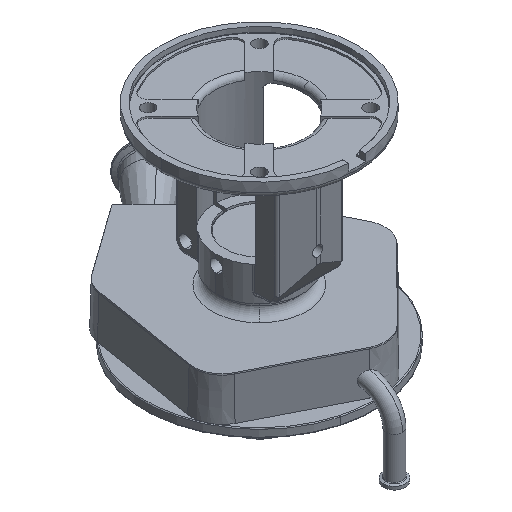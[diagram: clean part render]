
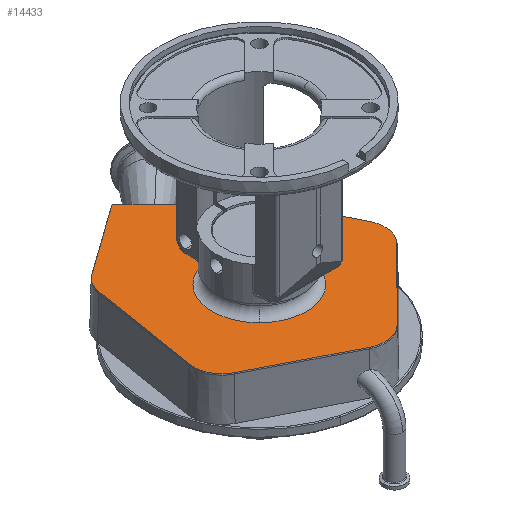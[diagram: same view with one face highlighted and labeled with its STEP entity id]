
A CAD part, isometric view. The second image highlights one B-rep face of the part: STEP entity #14433.
In plain terms, the highlighted planar face has unit normal (0, 0, 1).
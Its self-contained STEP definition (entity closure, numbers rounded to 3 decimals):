
#135 = VERTEX_POINT ( 'NONE', #13773 ) ;
#203 = CARTESIAN_POINT ( 'NONE',  ( -116.993, 87.288, -189. ) ) ;
#352 = LINE ( 'NONE', #12889, #10469 ) ;
#529 = DIRECTION ( 'NONE',  ( 0., 0., 1. ) ) ;
#620 = LINE ( 'NONE', #5121, #10643 ) ;
#731 = CARTESIAN_POINT ( 'NONE',  ( -103.9, -74.782, -189. ) ) ;
#947 = CIRCLE ( 'NONE', #2123, 33.406 ) ;
#948 = DIRECTION ( 'NONE',  ( -0.707, -0.707, 0. ) ) ;
#979 = DIRECTION ( 'NONE',  ( -0.966, -0.259, 0. ) ) ;
#1172 = LINE ( 'NONE', #3628, #12522 ) ;
#1307 = LINE ( 'NONE', #203, #4691 ) ;
#1629 = EDGE_CURVE ( 'NONE', #10078, #12446, #947, .T. ) ;
#1859 = VERTEX_POINT ( 'NONE', #9005 ) ;
#1942 = ORIENTED_EDGE ( 'NONE', *, *, #5303, .T. ) ;
#2123 = AXIS2_PLACEMENT_3D ( 'NONE', #3913, #8442, #12007 ) ;
#2160 = CARTESIAN_POINT ( 'NONE',  ( 0., 0., -189. ) ) ;
#2249 = VERTEX_POINT ( 'NONE', #5833 ) ;
#2426 = DIRECTION ( 'NONE',  ( 0., 0., -1. ) ) ;
#2488 = DIRECTION ( 'NONE',  ( 0.813, 0.582, 0. ) ) ;
#2643 = ORIENTED_EDGE ( 'NONE', *, *, #10201, .T. ) ;
#2788 = EDGE_LOOP ( 'NONE', ( #5723, #9436 ) ) ;
#2797 = DIRECTION ( 'NONE',  ( 0., 0., -1. ) ) ;
#2896 = FACE_BOUND ( 'NONE', #2788, .T. ) ;
#2957 = CARTESIAN_POINT ( 'NONE',  ( 0.571, -128.013, -189. ) ) ;
#3072 = EDGE_CURVE ( 'NONE', #11695, #8630, #3305, .T. ) ;
#3305 = CIRCLE ( 'NONE', #10886, 33.406 ) ;
#3316 = CARTESIAN_POINT ( 'NONE',  ( 58.944, 127.324, -189. ) ) ;
#3427 = DIRECTION ( 'NONE',  ( -0.707, 0.707, 0. ) ) ;
#3491 = VERTEX_POINT ( 'NONE', #731 ) ;
#3628 = CARTESIAN_POINT ( 'NONE',  ( 39.4, -121.828, -189. ) ) ;
#3638 = ORIENTED_EDGE ( 'NONE', *, *, #14628, .F. ) ;
#3779 = CARTESIAN_POINT ( 'NONE',  ( 121.965, -38.974, -189. ) ) ;
#3913 = CARTESIAN_POINT ( 'NONE',  ( 15.737, -98.248, -189. ) ) ;
#3938 = ORIENTED_EDGE ( 'NONE', *, *, #6041, .F. ) ;
#3944 = EDGE_CURVE ( 'NONE', #4108, #11549, #352, .T. ) ;
#3977 = DIRECTION ( 'NONE',  ( 0.159, 0.987, 0. ) ) ;
#4018 = DIRECTION ( 'NONE',  ( -0.891, 0.454, 0. ) ) ;
#4058 = AXIS2_PLACEMENT_3D ( 'NONE', #10519, #2797, #9629 ) ;
#4108 = VERTEX_POINT ( 'NONE', #6774 ) ;
#4274 = CIRCLE ( 'NONE', #8060, 33.406 ) ;
#4285 = CARTESIAN_POINT ( 'NONE',  ( 40.096, 99.742, -189. ) ) ;
#4368 = VERTEX_POINT ( 'NONE', #4909 ) ;
#4691 = VECTOR ( 'NONE', #2488, 1000. ) ;
#4701 = EDGE_CURVE ( 'NONE', #2249, #5278, #13338, .T. ) ;
#4749 = CARTESIAN_POINT ( 'NONE',  ( -68.419, 80.962, -189. ) ) ;
#4848 = CIRCLE ( 'NONE', #7002, 55. ) ;
#4909 = CARTESIAN_POINT ( 'NONE',  ( 69.909, 114.814, -189. ) ) ;
#4956 = FACE_OUTER_BOUND ( 'NONE', #9961, .T. ) ;
#5121 = CARTESIAN_POINT ( 'NONE',  ( 0.571, -128.013, -189. ) ) ;
#5278 = VERTEX_POINT ( 'NONE', #6604 ) ;
#5303 = EDGE_CURVE ( 'NONE', #1859, #5278, #6827, .T. ) ;
#5559 = AXIS2_PLACEMENT_3D ( 'NONE', #8969, #2426, #9193 ) ;
#5693 = DIRECTION ( 'NONE',  ( -0.707, -0.707, 0. ) ) ;
#5723 = ORIENTED_EDGE ( 'NONE', *, *, #14438, .F. ) ;
#5833 = CARTESIAN_POINT ( 'NONE',  ( -6.769, 166.14, -189. ) ) ;
#6004 = DIRECTION ( 'NONE',  ( -0.707, -0.707, 0. ) ) ;
#6008 = VERTEX_POINT ( 'NONE', #3316 ) ;
#6041 = EDGE_CURVE ( 'NONE', #8630, #2249, #1307, .T. ) ;
#6143 = DIRECTION ( 'NONE',  ( 0., 0., 1. ) ) ;
#6604 = CARTESIAN_POINT ( 'NONE',  ( -4.38, 167.015, -189. ) ) ;
#6606 = CARTESIAN_POINT ( 'NONE',  ( 118.508, 143.284, -189. ) ) ;
#6680 = DIRECTION ( 'NONE',  ( 0., 0., 1. ) ) ;
#6699 = EDGE_CURVE ( 'NONE', #13374, #10782, #4274, .T. ) ;
#6774 = CARTESIAN_POINT ( 'NONE',  ( -121.714, -39.699, -189. ) ) ;
#6827 = LINE ( 'NONE', #10405, #13840 ) ;
#6883 = CARTESIAN_POINT ( 'NONE',  ( 98.302, -15.394, -189. ) ) ;
#6990 = CIRCLE ( 'NONE', #5559, 33.406 ) ;
#7002 = AXIS2_PLACEMENT_3D ( 'NONE', #2160, #6680, #10106 ) ;
#7242 = EDGE_CURVE ( 'NONE', #3491, #4108, #11404, .T. ) ;
#7409 = PLANE ( 'NONE',  #10096 ) ;
#7594 = CARTESIAN_POINT ( 'NONE',  ( 128.115, -0.322, -189. ) ) ;
#7806 = CARTESIAN_POINT ( 'NONE',  ( 144.669, -33.067, -189. ) ) ;
#8060 = AXIS2_PLACEMENT_3D ( 'NONE', #6883, #9127, #5693 ) ;
#8074 = CARTESIAN_POINT ( 'NONE',  ( -87.855, 108.132, -189. ) ) ;
#8203 = AXIS2_PLACEMENT_3D ( 'NONE', #13937, #529, #14005 ) ;
#8403 = DIRECTION ( 'NONE',  ( 0., 0., -1. ) ) ;
#8442 = DIRECTION ( 'NONE',  ( 0., 0., -1. ) ) ;
#8630 = VERTEX_POINT ( 'NONE', #8074 ) ;
#8934 = ORIENTED_EDGE ( 'NONE', *, *, #12863, .F. ) ;
#8938 = LINE ( 'NONE', #7806, #13839 ) ;
#8969 = CARTESIAN_POINT ( 'NONE',  ( -68.419, 80.962, -189. ) ) ;
#9005 = CARTESIAN_POINT ( 'NONE',  ( 40.305, 122.329, -189. ) ) ;
#9127 = DIRECTION ( 'NONE',  ( 0., 0., -1. ) ) ;
#9193 = DIRECTION ( 'NONE',  ( -0.707, -0.707, 0. ) ) ;
#9436 = ORIENTED_EDGE ( 'NONE', *, *, #11901, .F. ) ;
#9612 = AXIS2_PLACEMENT_3D ( 'NONE', #4285, #11118, #948 ) ;
#9629 = DIRECTION ( 'NONE',  ( -0.707, -0.707, 0. ) ) ;
#9899 = ORIENTED_EDGE ( 'NONE', *, *, #14644, .F. ) ;
#9960 = LINE ( 'NONE', #6606, #12514 ) ;
#9961 = EDGE_LOOP ( 'NONE', ( #3638, #2643, #1942, #10663, #3938, #11251, #9899, #14278, #12475, #11001, #11432, #13586, #12975, #8934 ) ) ;
#10078 = VERTEX_POINT ( 'NONE', #13286 ) ;
#10096 = AXIS2_PLACEMENT_3D ( 'NONE', #14083, #6143, #10688 ) ;
#10106 = DIRECTION ( 'NONE',  ( -0.707, -0.707, 0. ) ) ;
#10201 = EDGE_CURVE ( 'NONE', #6008, #1859, #9960, .T. ) ;
#10249 = CARTESIAN_POINT ( 'NONE',  ( -3.994, 162.261, -189. ) ) ;
#10405 = CARTESIAN_POINT ( 'NONE',  ( 81.317, 81.317, -189. ) ) ;
#10469 = VECTOR ( 'NONE', #3977, 1000. ) ;
#10519 = CARTESIAN_POINT ( 'NONE',  ( -88.734, -45.017, -189. ) ) ;
#10552 = CIRCLE ( 'NONE', #9612, 33.406 ) ;
#10584 = CIRCLE ( 'NONE', #8203, 55. ) ;
#10643 = VECTOR ( 'NONE', #4018, 1000. ) ;
#10654 = EDGE_CURVE ( 'NONE', #10782, #10078, #1172, .T. ) ;
#10663 = ORIENTED_EDGE ( 'NONE', *, *, #4701, .F. ) ;
#10688 = DIRECTION ( 'NONE',  ( -0.707, -0.707, 0. ) ) ;
#10782 = VERTEX_POINT ( 'NONE', #3779 ) ;
#10886 = AXIS2_PLACEMENT_3D ( 'NONE', #4749, #8403, #6004 ) ;
#11001 = ORIENTED_EDGE ( 'NONE', *, *, #11397, .F. ) ;
#11118 = DIRECTION ( 'NONE',  ( 0., 0., -1. ) ) ;
#11251 = ORIENTED_EDGE ( 'NONE', *, *, #3072, .F. ) ;
#11397 = EDGE_CURVE ( 'NONE', #12446, #3491, #620, .T. ) ;
#11404 = CIRCLE ( 'NONE', #4058, 33.406 ) ;
#11429 = VERTEX_POINT ( 'NONE', #11585 ) ;
#11432 = ORIENTED_EDGE ( 'NONE', *, *, #1629, .F. ) ;
#11440 = DIRECTION ( 'NONE',  ( 0., 0., -1. ) ) ;
#11549 = VERTEX_POINT ( 'NONE', #11887 ) ;
#11585 = CARTESIAN_POINT ( 'NONE',  ( -38.891, -38.891, -189. ) ) ;
#11695 = VERTEX_POINT ( 'NONE', #13198 ) ;
#11887 = CARTESIAN_POINT ( 'NONE',  ( -101.399, 86.281, -189. ) ) ;
#11901 = EDGE_CURVE ( 'NONE', #135, #11429, #4848, .T. ) ;
#12007 = DIRECTION ( 'NONE',  ( -0.707, -0.707, 0. ) ) ;
#12419 = AXIS2_PLACEMENT_3D ( 'NONE', #10249, #11440, #12632 ) ;
#12446 = VERTEX_POINT ( 'NONE', #2957 ) ;
#12475 = ORIENTED_EDGE ( 'NONE', *, *, #7242, .F. ) ;
#12514 = VECTOR ( 'NONE', #979, 1000. ) ;
#12522 = VECTOR ( 'NONE', #13638, 1000. ) ;
#12632 = DIRECTION ( 'NONE',  ( -0.707, -0.707, 0. ) ) ;
#12863 = EDGE_CURVE ( 'NONE', #4368, #13374, #8938, .T. ) ;
#12889 = CARTESIAN_POINT ( 'NONE',  ( -127.433, -75.16, -189. ) ) ;
#12975 = ORIENTED_EDGE ( 'NONE', *, *, #6699, .F. ) ;
#13198 = CARTESIAN_POINT ( 'NONE',  ( -92.04, 104.584, -189. ) ) ;
#13286 = CARTESIAN_POINT ( 'NONE',  ( 39.4, -121.828, -189. ) ) ;
#13338 = CIRCLE ( 'NONE', #12419, 4.77 ) ;
#13374 = VERTEX_POINT ( 'NONE', #7594 ) ;
#13523 = DIRECTION ( 'NONE',  ( 0.451, -0.892, 0. ) ) ;
#13586 = ORIENTED_EDGE ( 'NONE', *, *, #10654, .F. ) ;
#13638 = DIRECTION ( 'NONE',  ( -0.706, -0.708, 0. ) ) ;
#13773 = CARTESIAN_POINT ( 'NONE',  ( 38.891, 38.891, -189. ) ) ;
#13839 = VECTOR ( 'NONE', #13523, 1000. ) ;
#13840 = VECTOR ( 'NONE', #3427, 1000. ) ;
#13937 = CARTESIAN_POINT ( 'NONE',  ( 0., 0., -189. ) ) ;
#14005 = DIRECTION ( 'NONE',  ( -0.707, -0.707, 0. ) ) ;
#14083 = CARTESIAN_POINT ( 'NONE',  ( 123.744, 123.744, -189. ) ) ;
#14278 = ORIENTED_EDGE ( 'NONE', *, *, #3944, .F. ) ;
#14433 = ADVANCED_FACE ( 'NONE', ( #2896, #4956 ), #7409, .T. ) ;
#14438 = EDGE_CURVE ( 'NONE', #11429, #135, #10584, .T. ) ;
#14628 = EDGE_CURVE ( 'NONE', #6008, #4368, #10552, .T. ) ;
#14644 = EDGE_CURVE ( 'NONE', #11549, #11695, #6990, .T. ) ;
